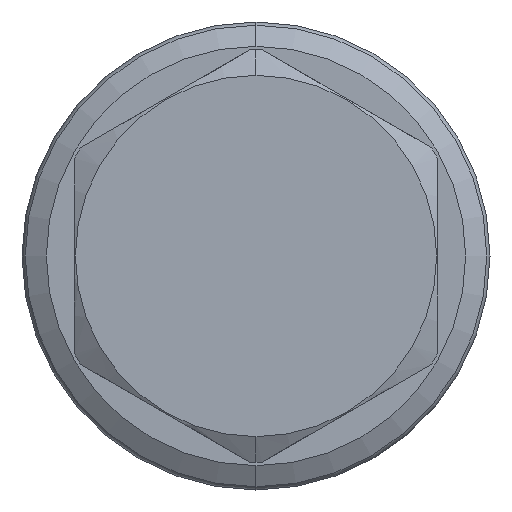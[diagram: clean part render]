
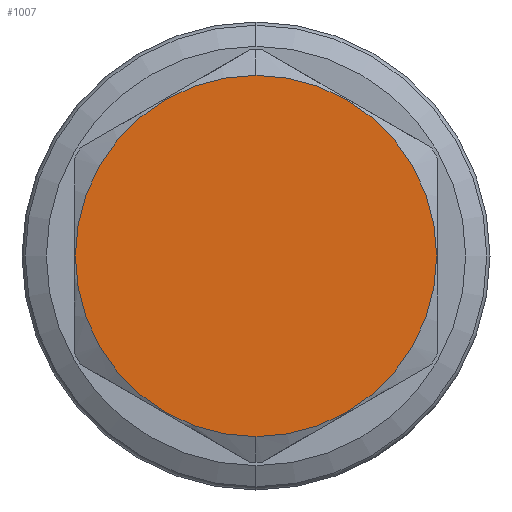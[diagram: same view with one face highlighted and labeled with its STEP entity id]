
A CAD part, left-side view. The second image highlights one B-rep face of the part: STEP entity #1007.
In plain terms, the highlighted planar face has unit normal (-1, 0, 0).
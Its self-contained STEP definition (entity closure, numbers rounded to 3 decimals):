
#167 = VERTEX_POINT ( 'NONE', #762 ) ;
#172 = VERTEX_POINT ( 'NONE', #2127 ) ;
#191 = EDGE_LOOP ( 'NONE', ( #9139, #9172 ) ) ;
#327 = FACE_OUTER_BOUND ( 'NONE', #191, .T. ) ;
#762 = CARTESIAN_POINT ( 'NONE',  ( 0., 0., -20.5 ) ) ;
#1007 = ADVANCED_FACE ( 'NONE', ( #327 ), #4100, .F. ) ;
#1060 = CIRCLE ( 'NONE', #2819, 20.5 ) ;
#1819 = EDGE_CURVE ( 'NONE', #172, #167, #10082, .T. ) ;
#1933 = EDGE_CURVE ( 'NONE', #167, #172, #1060, .T. ) ;
#2127 = CARTESIAN_POINT ( 'NONE',  ( 0., 0., 20.5 ) ) ;
#2686 = AXIS2_PLACEMENT_3D ( 'NONE', #4098, #4102, #4103 ) ;
#2763 = AXIS2_PLACEMENT_3D ( 'NONE', #5557, #5558, #5559 ) ;
#2819 = AXIS2_PLACEMENT_3D ( 'NONE', #6408, #6409, #6410 ) ;
#4098 = CARTESIAN_POINT ( 'NONE',  ( 0., 0., -23.787 ) ) ;
#4100 = PLANE ( 'NONE',  #2686 ) ;
#4102 = DIRECTION ( 'NONE',  ( 1., 0., 0. ) ) ;
#4103 = DIRECTION ( 'NONE',  ( 0., 0., -1. ) ) ;
#5557 = CARTESIAN_POINT ( 'NONE',  ( 0., 0., 0. ) ) ;
#5558 = DIRECTION ( 'NONE',  ( -1., 0., 0. ) ) ;
#5559 = DIRECTION ( 'NONE',  ( 0., 0., 1. ) ) ;
#6408 = CARTESIAN_POINT ( 'NONE',  ( 0., 0., 0. ) ) ;
#6409 = DIRECTION ( 'NONE',  ( -1., 0., 0. ) ) ;
#6410 = DIRECTION ( 'NONE',  ( 0., 0., 1. ) ) ;
#9139 = ORIENTED_EDGE ( 'NONE', *, *, #1933, .T. ) ;
#9172 = ORIENTED_EDGE ( 'NONE', *, *, #1819, .T. ) ;
#10082 = CIRCLE ( 'NONE', #2763, 20.5 ) ;
